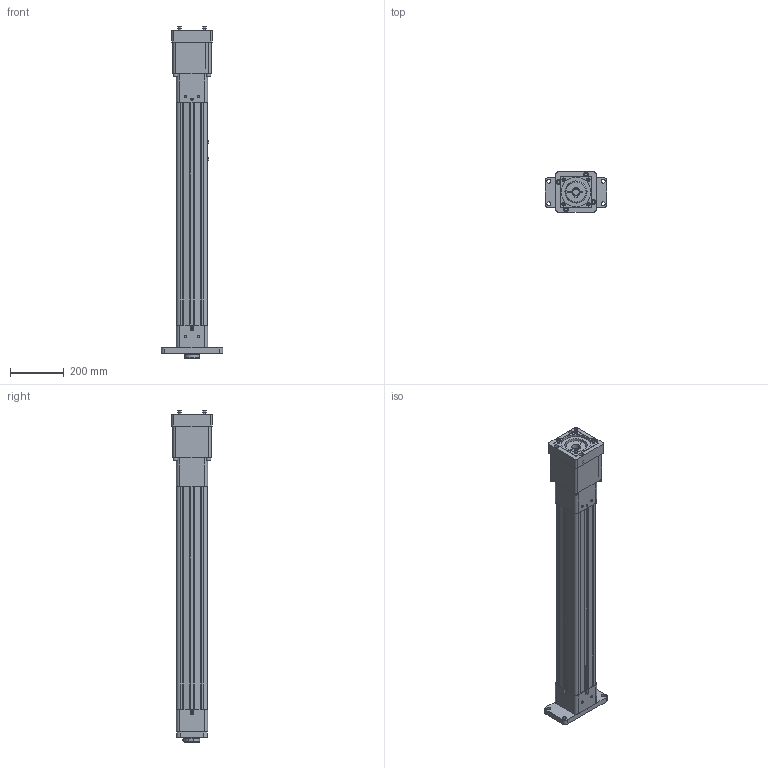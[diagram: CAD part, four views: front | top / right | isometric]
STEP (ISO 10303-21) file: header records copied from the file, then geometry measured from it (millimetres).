
FILE_DESCRIPTION (( 'STEP AP203' ), '1' );
FILE_NAME ('RS-485268-1.step', '2025-04-02T14:09:16', ( '' ), ( '' ), 'SwSTEP 2.0', 'SolidWorks 2024', '' );
FILE_SCHEMA (( 'CONFIG_CONTROL_DESIGN' ));
Length unit declared in the file: inch
Products named in the file (5): Base_RS-485268-1; 11249810_RS-485268-1; 11649484_RS-485268-1; RS-485268-1; tempJoin0_11649330_RS-485268-1
Assembly tree (5 placements, depth 2):
  RS-485268-1
    11649484_RS-485268-1
    11249810_RS-485268-1  x2
    tempJoin0_11649330_RS-485268-1
    Base_RS-485268-1
Bounding box: 228.6 x 149.86 x 1239.55 mm (x, y, z)
Volume: 11618547 mm3; surface area: 1411811.9 mm2
Topology: 10 solids, 34 shells, 1416 faces, 3363 edges, 2169 vertices
Faces by surface type: plane 835, cylinder 309, cone 130, bspline 126, torus 16
Full cylindrical faces by diameter (mm): 1 x4, 2.25 x4, 2.5 x8, 5 x1, 5.41 x1, 6.35 x2, 6.355 x2, 6.701 x4, 7.366 x2, 8 x4, 8.001 x4, 8.382 x4, 9.347 x8, 9.525 x2, 10 x8, 10.312 x2, 10.719 x4, 10.72 x4, 10.75 x6, 12 x4, 12.523 x6, 12.7 x5, 12.771 x5, 13 x4, 13.106 x6, 14.275 x2, 14.3 x2, 14.681 x4, 15.875 x2, 16 x8
Entity records: 36209 total; most frequent: CARTESIAN_POINT 9171, DIRECTION 5434, ORIENTED_EDGE 4986, EDGE_CURVE 2493, AXIS2_PLACEMENT_3D 1958, VERTEX_POINT 1735, EDGE_LOOP 1686, VECTOR 1518
